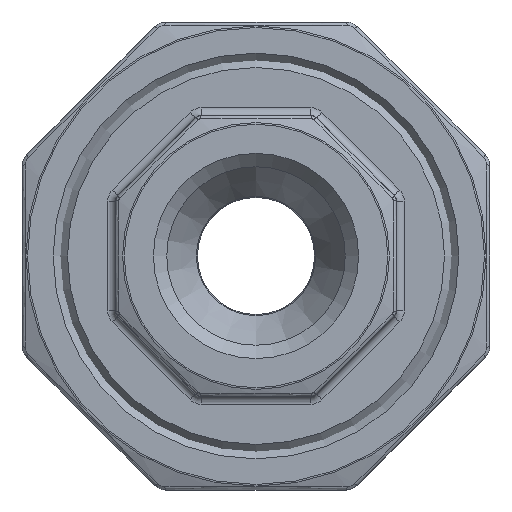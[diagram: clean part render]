
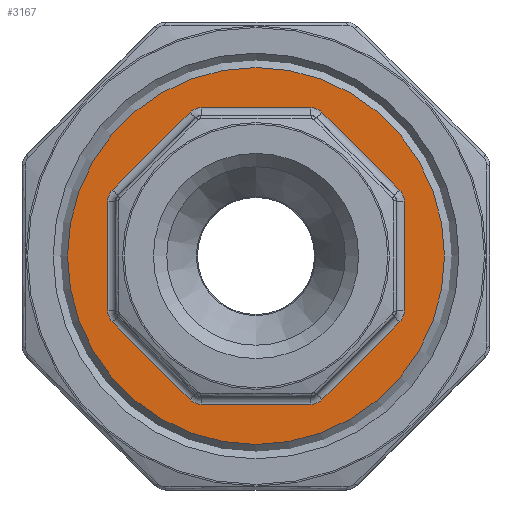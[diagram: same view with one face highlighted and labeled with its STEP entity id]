
A CAD part, left-side view. The second image highlights one B-rep face of the part: STEP entity #3167.
In plain terms, the highlighted planar face has unit normal (-1, 0, 0).
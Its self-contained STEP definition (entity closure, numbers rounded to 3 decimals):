
#18 = ORIENTED_EDGE ( 'NONE', *, *, #11746, .T. ) ;
#139 = LINE ( 'NONE', #2262, #7028 ) ;
#519 = CARTESIAN_POINT ( 'NONE',  ( -8., -3.521, 8.5 ) ) ;
#661 = VERTEX_POINT ( 'NONE', #15258 ) ;
#746 = AXIS2_PLACEMENT_3D ( 'NONE', #10130, #19059, #8703 ) ;
#799 = ORIENTED_EDGE ( 'NONE', *, *, #11864, .T. ) ;
#911 = VERTEX_POINT ( 'NONE', #12978 ) ;
#1071 = CARTESIAN_POINT ( 'NONE',  ( -8., -0.678, 12.758 ) ) ;
#1115 = ORIENTED_EDGE ( 'NONE', *, *, #19113, .T. ) ;
#1328 = DIRECTION ( 'NONE',  ( 1., 0., 0. ) ) ;
#1345 = VERTEX_POINT ( 'NONE', #7273 ) ;
#1728 = CARTESIAN_POINT ( 'NONE',  ( -8., -0.678, -12.758 ) ) ;
#1753 = CARTESIAN_POINT ( 'NONE',  ( -8., 8.5, -3.521 ) ) ;
#1807 = CIRCLE ( 'NONE', #16170, 1. ) ;
#2262 = CARTESIAN_POINT ( 'NONE',  ( -8., 9.5, 0. ) ) ;
#2308 = DIRECTION ( 'NONE',  ( 0., -1., 0. ) ) ;
#2372 = AXIS2_PLACEMENT_3D ( 'NONE', #8760, #14823, #14728 ) ;
#2999 = EDGE_CURVE ( 'NONE', #16881, #1345, #11363, .T. ) ;
#3167 = ADVANCED_FACE ( 'NONE', ( #17162, #15497 ), #3762, .T. ) ;
#3353 = CARTESIAN_POINT ( 'NONE',  ( -8., -9.5, 0. ) ) ;
#3545 = CARTESIAN_POINT ( 'NONE',  ( -8., 9.207, -4.228 ) ) ;
#3550 = CARTESIAN_POINT ( 'NONE',  ( -8., 12.08, 9.5 ) ) ;
#3626 = EDGE_CURVE ( 'NONE', #16150, #10283, #9158, .T. ) ;
#3701 = EDGE_CURVE ( 'NONE', #10307, #10307, #10780, .T. ) ;
#3746 = VERTEX_POINT ( 'NONE', #6414 ) ;
#3762 = PLANE ( 'NONE',  #14532 ) ;
#4146 = CARTESIAN_POINT ( 'NONE',  ( -8., -9.207, 4.228 ) ) ;
#4777 = CARTESIAN_POINT ( 'NONE',  ( -8., -8.5, -3.521 ) ) ;
#4902 = VECTOR ( 'NONE', #10427, 1000. ) ;
#5132 = ORIENTED_EDGE ( 'NONE', *, *, #10788, .T. ) ;
#5464 = AXIS2_PLACEMENT_3D ( 'NONE', #519, #6482, #12460 ) ;
#5494 = EDGE_CURVE ( 'NONE', #661, #19344, #13444, .T. ) ;
#5527 = EDGE_CURVE ( 'NONE', #10283, #17042, #11078, .T. ) ;
#5553 = EDGE_CURVE ( 'NONE', #14502, #3746, #139, .T. ) ;
#5618 = CARTESIAN_POINT ( 'NONE',  ( -8., 12.758, 0.678 ) ) ;
#5642 = CARTESIAN_POINT ( 'NONE',  ( -8., 12.08, 0. ) ) ;
#6051 = DIRECTION ( 'NONE',  ( 0., 0., -1. ) ) ;
#6212 = ORIENTED_EDGE ( 'NONE', *, *, #5527, .T. ) ;
#6284 = AXIS2_PLACEMENT_3D ( 'NONE', #9438, #18276, #6422 ) ;
#6414 = CARTESIAN_POINT ( 'NONE',  ( -8., 9.5, 3.521 ) ) ;
#6422 = DIRECTION ( 'NONE',  ( 0., -1., 0. ) ) ;
#6482 = DIRECTION ( 'NONE',  ( 1., 0., 0. ) ) ;
#6539 = CARTESIAN_POINT ( 'NONE',  ( -8., 12.08, 0. ) ) ;
#6614 = ORIENTED_EDGE ( 'NONE', *, *, #8192, .T. ) ;
#6679 = ORIENTED_EDGE ( 'NONE', *, *, #7313, .T. ) ;
#6823 = LINE ( 'NONE', #17497, #7436 ) ;
#7028 = VECTOR ( 'NONE', #7873, 1000. ) ;
#7044 = DIRECTION ( 'NONE',  ( 0., -0.707, -0.707 ) ) ;
#7054 = AXIS2_PLACEMENT_3D ( 'NONE', #1753, #11082, #2308 ) ;
#7072 = VERTEX_POINT ( 'NONE', #4146 ) ;
#7224 = VECTOR ( 'NONE', #6051, 1000. ) ;
#7273 = CARTESIAN_POINT ( 'NONE',  ( -8., -4.228, 9.207 ) ) ;
#7313 = EDGE_CURVE ( 'NONE', #1345, #7072, #17238, .T. ) ;
#7436 = VECTOR ( 'NONE', #8208, 1000. ) ;
#7468 = EDGE_CURVE ( 'NONE', #7072, #911, #1807, .T. ) ;
#7624 = CARTESIAN_POINT ( 'NONE',  ( -8., 4.228, -9.207 ) ) ;
#7702 = DIRECTION ( 'NONE',  ( 0., 0.707, -0.707 ) ) ;
#7873 = DIRECTION ( 'NONE',  ( 0., 0., 1. ) ) ;
#7992 = VECTOR ( 'NONE', #7702, 1000. ) ;
#8159 = ORIENTED_EDGE ( 'NONE', *, *, #18828, .T. ) ;
#8164 = EDGE_LOOP ( 'NONE', ( #13999 ) ) ;
#8192 = EDGE_CURVE ( 'NONE', #17042, #16787, #6823, .T. ) ;
#8208 = DIRECTION ( 'NONE',  ( 0., 1., 0. ) ) ;
#8293 = VECTOR ( 'NONE', #10187, 1000. ) ;
#8504 = LINE ( 'NONE', #18985, #4902 ) ;
#8701 = CARTESIAN_POINT ( 'NONE',  ( -8., 8.5, 3.521 ) ) ;
#8703 = DIRECTION ( 'NONE',  ( 0., -1., 0. ) ) ;
#8760 = CARTESIAN_POINT ( 'NONE',  ( -8., -3.521, -8.5 ) ) ;
#9158 = LINE ( 'NONE', #1728, #7992 ) ;
#9185 = ORIENTED_EDGE ( 'NONE', *, *, #5553, .T. ) ;
#9187 = DIRECTION ( 'NONE',  ( 1., 0., 0. ) ) ;
#9365 = CARTESIAN_POINT ( 'NONE',  ( -8., 9.5, -3.521 ) ) ;
#9413 = EDGE_LOOP ( 'NONE', ( #9185, #18, #15454, #799, #17649, #13945, #6679, #16946, #5132, #8159, #9691, #6212, #6614, #17759, #1115, #11854 ) ) ;
#9438 = CARTESIAN_POINT ( 'NONE',  ( -8., 3.521, 8.5 ) ) ;
#9691 = ORIENTED_EDGE ( 'NONE', *, *, #3626, .T. ) ;
#9887 = CIRCLE ( 'NONE', #16172, 1. ) ;
#10130 = CARTESIAN_POINT ( 'NONE',  ( -8., 3.521, -8.5 ) ) ;
#10187 = DIRECTION ( 'NONE',  ( 0., -0.707, 0.707 ) ) ;
#10283 = VERTEX_POINT ( 'NONE', #10457 ) ;
#10307 = VERTEX_POINT ( 'NONE', #5642 ) ;
#10427 = DIRECTION ( 'NONE',  ( 0., 0.707, 0.707 ) ) ;
#10457 = CARTESIAN_POINT ( 'NONE',  ( -8., -4.228, -9.207 ) ) ;
#10502 = VERTEX_POINT ( 'NONE', #15770 ) ;
#10633 = DIRECTION ( 'NONE',  ( -1., 0., 0. ) ) ;
#10697 = DIRECTION ( 'NONE',  ( 0., -1., 0. ) ) ;
#10780 = CIRCLE ( 'NONE', #12372, 12.08 ) ;
#10788 = EDGE_CURVE ( 'NONE', #911, #18072, #12129, .T. ) ;
#11078 = CIRCLE ( 'NONE', #2372, 1. ) ;
#11082 = DIRECTION ( 'NONE',  ( 1., 0., 0. ) ) ;
#11272 = CARTESIAN_POINT ( 'NONE',  ( -8., 3.521, -9.5 ) ) ;
#11363 = CIRCLE ( 'NONE', #5464, 1. ) ;
#11617 = CARTESIAN_POINT ( 'NONE',  ( -8., -3.521, -9.5 ) ) ;
#11746 = EDGE_CURVE ( 'NONE', #3746, #661, #15964, .T. ) ;
#11854 = ORIENTED_EDGE ( 'NONE', *, *, #17679, .T. ) ;
#11864 = EDGE_CURVE ( 'NONE', #19344, #10502, #14731, .T. ) ;
#12129 = LINE ( 'NONE', #3353, #7224 ) ;
#12191 = DIRECTION ( 'NONE',  ( 1., 0., 0. ) ) ;
#12228 = DIRECTION ( 'NONE',  ( 0., -1., 0. ) ) ;
#12324 = CARTESIAN_POINT ( 'NONE',  ( -8., -8.5, 3.521 ) ) ;
#12372 = AXIS2_PLACEMENT_3D ( 'NONE', #14137, #12663, #16812 ) ;
#12460 = DIRECTION ( 'NONE',  ( 0., -1., 0. ) ) ;
#12663 = DIRECTION ( 'NONE',  ( 1., 0., 0. ) ) ;
#12791 = CARTESIAN_POINT ( 'NONE',  ( -8., 4.228, 9.207 ) ) ;
#12978 = CARTESIAN_POINT ( 'NONE',  ( -8., -9.5, 3.521 ) ) ;
#13297 = CIRCLE ( 'NONE', #7054, 1. ) ;
#13444 = LINE ( 'NONE', #5618, #8293 ) ;
#13806 = DIRECTION ( 'NONE',  ( 0., -1., 0. ) ) ;
#13945 = ORIENTED_EDGE ( 'NONE', *, *, #2999, .T. ) ;
#13999 = ORIENTED_EDGE ( 'NONE', *, *, #3701, .F. ) ;
#14137 = CARTESIAN_POINT ( 'NONE',  ( -8., 0., 0. ) ) ;
#14208 = EDGE_CURVE ( 'NONE', #10502, #16881, #16748, .T. ) ;
#14408 = AXIS2_PLACEMENT_3D ( 'NONE', #8701, #1328, #16028 ) ;
#14502 = VERTEX_POINT ( 'NONE', #9365 ) ;
#14532 = AXIS2_PLACEMENT_3D ( 'NONE', #6539, #10633, #16644 ) ;
#14728 = DIRECTION ( 'NONE',  ( 0., -1., 0. ) ) ;
#14731 = CIRCLE ( 'NONE', #6284, 1. ) ;
#14820 = CIRCLE ( 'NONE', #746, 1. ) ;
#14823 = DIRECTION ( 'NONE',  ( 1., 0., 0. ) ) ;
#15204 = VECTOR ( 'NONE', #7044, 1000. ) ;
#15258 = CARTESIAN_POINT ( 'NONE',  ( -8., 9.207, 4.228 ) ) ;
#15454 = ORIENTED_EDGE ( 'NONE', *, *, #5494, .T. ) ;
#15497 = FACE_OUTER_BOUND ( 'NONE', #8164, .T. ) ;
#15770 = CARTESIAN_POINT ( 'NONE',  ( -8., 3.521, 9.5 ) ) ;
#15964 = CIRCLE ( 'NONE', #14408, 1. ) ;
#16028 = DIRECTION ( 'NONE',  ( 0., -1., 0. ) ) ;
#16150 = VERTEX_POINT ( 'NONE', #17524 ) ;
#16170 = AXIS2_PLACEMENT_3D ( 'NONE', #12324, #9187, #12228 ) ;
#16172 = AXIS2_PLACEMENT_3D ( 'NONE', #4777, #12191, #10697 ) ;
#16189 = CARTESIAN_POINT ( 'NONE',  ( -8., -3.521, 9.5 ) ) ;
#16292 = VERTEX_POINT ( 'NONE', #3545 ) ;
#16398 = EDGE_CURVE ( 'NONE', #16787, #18531, #14820, .T. ) ;
#16644 = DIRECTION ( 'NONE',  ( 0., -1., 0. ) ) ;
#16748 = LINE ( 'NONE', #3550, #18896 ) ;
#16787 = VERTEX_POINT ( 'NONE', #11272 ) ;
#16812 = DIRECTION ( 'NONE',  ( 0., 1., 0. ) ) ;
#16881 = VERTEX_POINT ( 'NONE', #16189 ) ;
#16946 = ORIENTED_EDGE ( 'NONE', *, *, #7468, .T. ) ;
#17042 = VERTEX_POINT ( 'NONE', #11617 ) ;
#17162 = FACE_BOUND ( 'NONE', #9413, .T. ) ;
#17238 = LINE ( 'NONE', #1071, #15204 ) ;
#17497 = CARTESIAN_POINT ( 'NONE',  ( -8., 12.08, -9.5 ) ) ;
#17524 = CARTESIAN_POINT ( 'NONE',  ( -8., -9.207, -4.228 ) ) ;
#17649 = ORIENTED_EDGE ( 'NONE', *, *, #14208, .T. ) ;
#17679 = EDGE_CURVE ( 'NONE', #16292, #14502, #13297, .T. ) ;
#17759 = ORIENTED_EDGE ( 'NONE', *, *, #16398, .T. ) ;
#18072 = VERTEX_POINT ( 'NONE', #18810 ) ;
#18276 = DIRECTION ( 'NONE',  ( 1., 0., 0. ) ) ;
#18531 = VERTEX_POINT ( 'NONE', #7624 ) ;
#18810 = CARTESIAN_POINT ( 'NONE',  ( -8., -9.5, -3.521 ) ) ;
#18828 = EDGE_CURVE ( 'NONE', #18072, #16150, #9887, .T. ) ;
#18896 = VECTOR ( 'NONE', #13806, 1000. ) ;
#18985 = CARTESIAN_POINT ( 'NONE',  ( -8., 12.758, -0.678 ) ) ;
#19059 = DIRECTION ( 'NONE',  ( 1., 0., 0. ) ) ;
#19113 = EDGE_CURVE ( 'NONE', #18531, #16292, #8504, .T. ) ;
#19344 = VERTEX_POINT ( 'NONE', #12791 ) ;
